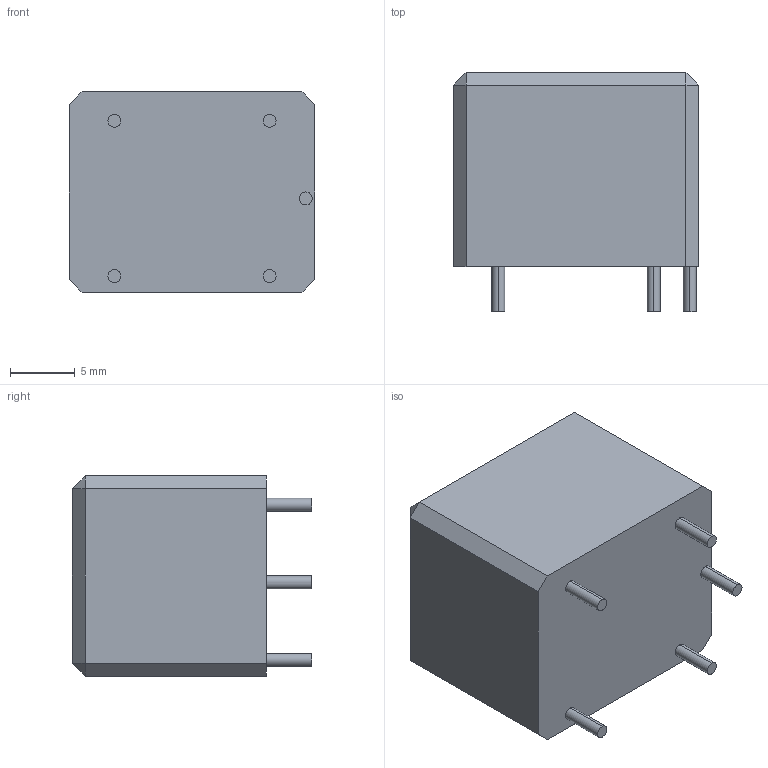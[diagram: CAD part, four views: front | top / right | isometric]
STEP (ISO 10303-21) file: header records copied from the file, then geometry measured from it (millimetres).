
FILE_DESCRIPTION (( 'STEP AP214' ), '1' );
FILE_NAME ('Relais_HLS8L-DC3V-S-C_modJP_STEP AP214.STEP', '2020-03-27T12:54:28', ( '' ), ( '' ), 'SwSTEP 2.0', 'SolidWorks 2017', '' );
FILE_SCHEMA (( 'AUTOMOTIVE_DESIGN' ));
Length unit declared in the file: millimetre
Products named in the file (1): Relais_HLS8L-DC3V-S-C_modJP_STEP AP214
Bounding box: 19 x 18.5 x 15.5 mm (x, y, z)
Volume: 4369.4 mm3; surface area: 1607.8 mm2
Topology: 6 solids, 6 shells, 38 faces, 66 edges, 40 vertices
Faces by surface type: plane 28, cylinder 10
Entity records: 984 total; most frequent: DIRECTION 164, CARTESIAN_POINT 145, ORIENTED_EDGE 132, EDGE_CURVE 66, AXIS2_PLACEMENT_3D 59, VECTOR 46, LINE 46, VERTEX_POINT 40
